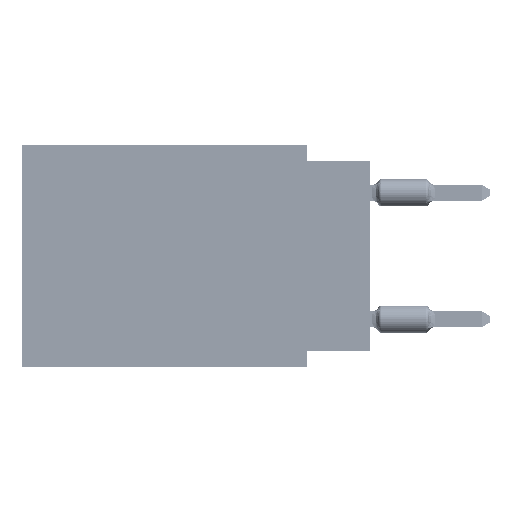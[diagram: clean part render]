
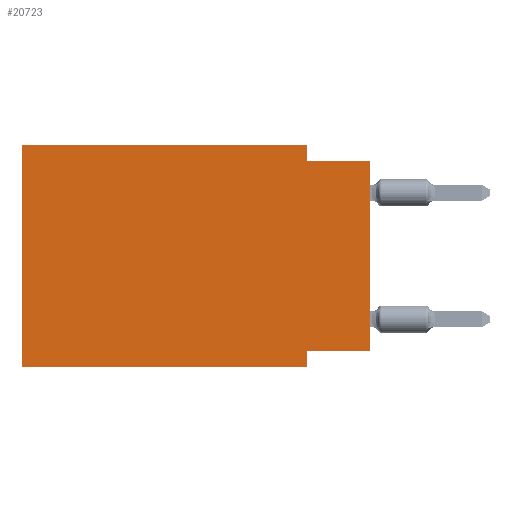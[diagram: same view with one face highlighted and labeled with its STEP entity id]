
A CAD part, left-side view. The second image highlights one B-rep face of the part: STEP entity #20723.
In plain terms, the highlighted planar face has unit normal (-1, 0, 0).
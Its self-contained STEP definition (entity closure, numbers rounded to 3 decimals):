
#1502 = EDGE_CURVE ( 'NONE', #44906, #32999, #24640, .T. ) ;
#3935 = ORIENTED_EDGE ( 'NONE', *, *, #1502, .F. ) ;
#4126 = VECTOR ( 'NONE', #51396, 1000. ) ;
#4577 = CARTESIAN_POINT ( 'NONE',  ( 0., 13.97, 0. ) ) ;
#5939 = FACE_OUTER_BOUND ( 'NONE', #22634, .T. ) ;
#6843 = ORIENTED_EDGE ( 'NONE', *, *, #19996, .F. ) ;
#8500 = CARTESIAN_POINT ( 'NONE',  ( 0., 13.97, 0. ) ) ;
#8978 = LINE ( 'NONE', #50855, #65596 ) ;
#12632 = VECTOR ( 'NONE', #59694, 1000. ) ;
#14589 = DIRECTION ( 'NONE',  ( 0., 0., 1. ) ) ;
#15988 = CARTESIAN_POINT ( 'NONE',  ( 0., 2.54, 0. ) ) ;
#16485 = VECTOR ( 'NONE', #57234, 1000. ) ;
#17230 = LINE ( 'NONE', #35138, #16485 ) ;
#18185 = ORIENTED_EDGE ( 'NONE', *, *, #60848, .T. ) ;
#18775 = CARTESIAN_POINT ( 'NONE',  ( 0., 2.54, 0. ) ) ;
#19423 = EDGE_CURVE ( 'NONE', #45448, #47653, #35191, .T. ) ;
#19996 = EDGE_CURVE ( 'NONE', #26700, #44906, #41638, .T. ) ;
#20723 = ADVANCED_FACE ( 'NONE', ( #5939 ), #29181, .F. ) ;
#22634 = EDGE_LOOP ( 'NONE', ( #64506, #3935, #6843, #74475, #50833, #18185, #42785, #70976 ) ) ;
#23038 = CARTESIAN_POINT ( 'NONE',  ( 0., 2.54, -0.635 ) ) ;
#23423 = VECTOR ( 'NONE', #14589, 1000. ) ;
#24119 = DIRECTION ( 'NONE',  ( 0., 0., -1. ) ) ;
#24640 = LINE ( 'NONE', #64300, #12632 ) ;
#26700 = VERTEX_POINT ( 'NONE', #15988 ) ;
#26861 = DIRECTION ( 'NONE',  ( 0., 1., 0. ) ) ;
#27125 = LINE ( 'NONE', #8500, #23423 ) ;
#29181 = PLANE ( 'NONE',  #69368 ) ;
#29555 = CARTESIAN_POINT ( 'NONE',  ( 0., 13.97, 0. ) ) ;
#32999 = VERTEX_POINT ( 'NONE', #67445 ) ;
#35138 = CARTESIAN_POINT ( 'NONE',  ( 0., 0., 0. ) ) ;
#35191 = LINE ( 'NONE', #58419, #41244 ) ;
#36897 = CARTESIAN_POINT ( 'NONE',  ( 0., 0., -8.255 ) ) ;
#37528 = DIRECTION ( 'NONE',  ( 0., 0., -1. ) ) ;
#38832 = CARTESIAN_POINT ( 'NONE',  ( 0., 13.97, -8.89 ) ) ;
#39401 = EDGE_CURVE ( 'NONE', #50190, #26700, #62882, .T. ) ;
#41244 = VECTOR ( 'NONE', #24119, 1000. ) ;
#41638 = LINE ( 'NONE', #18775, #46186 ) ;
#42570 = VERTEX_POINT ( 'NONE', #36897 ) ;
#42785 = ORIENTED_EDGE ( 'NONE', *, *, #19423, .F. ) ;
#43616 = VERTEX_POINT ( 'NONE', #68755 ) ;
#44906 = VERTEX_POINT ( 'NONE', #23038 ) ;
#45448 = VERTEX_POINT ( 'NONE', #54158 ) ;
#46186 = VECTOR ( 'NONE', #54570, 1000. ) ;
#47653 = VERTEX_POINT ( 'NONE', #65396 ) ;
#47753 = EDGE_CURVE ( 'NONE', #42570, #45448, #8978, .T. ) ;
#48376 = EDGE_CURVE ( 'NONE', #42570, #32999, #17230, .T. ) ;
#50190 = VERTEX_POINT ( 'NONE', #67024 ) ;
#50833 = ORIENTED_EDGE ( 'NONE', *, *, #66568, .F. ) ;
#50855 = CARTESIAN_POINT ( 'NONE',  ( 0., 0., -8.255 ) ) ;
#51396 = DIRECTION ( 'NONE',  ( 0., -1., 0. ) ) ;
#52795 = DIRECTION ( 'NONE',  ( 1., 0., 0. ) ) ;
#53061 = VECTOR ( 'NONE', #75074, 1000. ) ;
#54158 = CARTESIAN_POINT ( 'NONE',  ( 0., 2.54, -8.255 ) ) ;
#54570 = DIRECTION ( 'NONE',  ( 0., 0., -1. ) ) ;
#57234 = DIRECTION ( 'NONE',  ( 0., 0., 1. ) ) ;
#58419 = CARTESIAN_POINT ( 'NONE',  ( 0., 2.54, -8.89 ) ) ;
#59694 = DIRECTION ( 'NONE',  ( 0., -1., 0. ) ) ;
#60848 = EDGE_CURVE ( 'NONE', #43616, #47653, #67804, .T. ) ;
#62882 = LINE ( 'NONE', #4577, #53061 ) ;
#64300 = CARTESIAN_POINT ( 'NONE',  ( 0., 0., -0.635 ) ) ;
#64506 = ORIENTED_EDGE ( 'NONE', *, *, #48376, .T. ) ;
#65396 = CARTESIAN_POINT ( 'NONE',  ( 0., 2.54, -8.89 ) ) ;
#65596 = VECTOR ( 'NONE', #26861, 1000. ) ;
#66568 = EDGE_CURVE ( 'NONE', #43616, #50190, #27125, .T. ) ;
#67024 = CARTESIAN_POINT ( 'NONE',  ( 0., 13.97, 0. ) ) ;
#67445 = CARTESIAN_POINT ( 'NONE',  ( 0., 0., -0.635 ) ) ;
#67804 = LINE ( 'NONE', #38832, #4126 ) ;
#68755 = CARTESIAN_POINT ( 'NONE',  ( 0., 13.97, -8.89 ) ) ;
#69368 = AXIS2_PLACEMENT_3D ( 'NONE', #29555, #52795, #37528 ) ;
#70976 = ORIENTED_EDGE ( 'NONE', *, *, #47753, .F. ) ;
#74475 = ORIENTED_EDGE ( 'NONE', *, *, #39401, .F. ) ;
#75074 = DIRECTION ( 'NONE',  ( 0., -1., 0. ) ) ;
